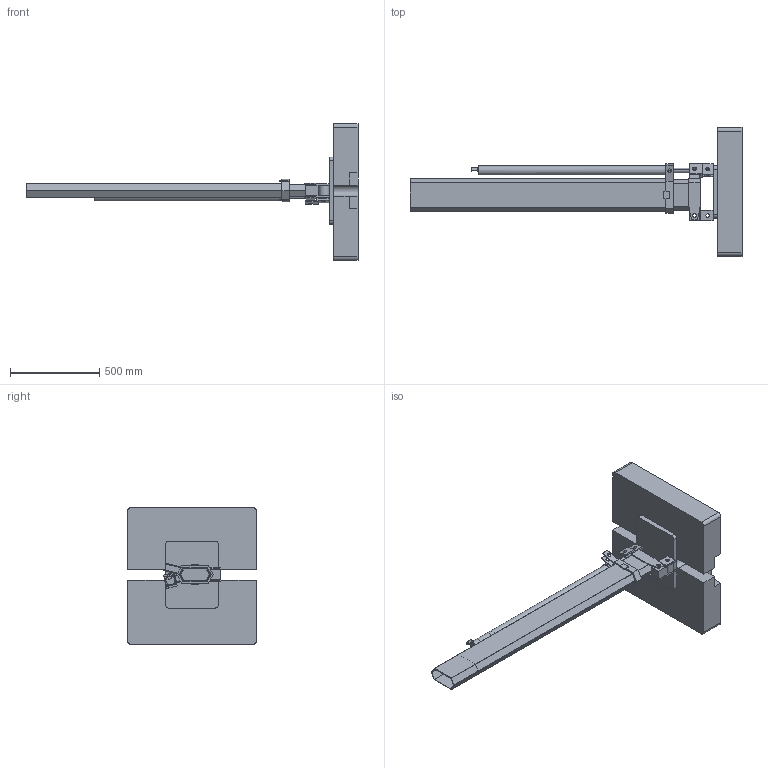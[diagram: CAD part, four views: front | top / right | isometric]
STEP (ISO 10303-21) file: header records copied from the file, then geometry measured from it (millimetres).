
FILE_DESCRIPTION (( 'STEP AP214' ), '1' );
FILE_NAME ('Object.STEP', '2021-08-22T16:38:45', ( '' ), ( '' ), 'SwSTEP 2.0', 'SolidWorks 2018', '' );
FILE_SCHEMA (( 'AUTOMOTIVE_DESIGN' ));
Length unit declared in the file: millimetre
Products named in the file (10): Cylinder4_base; Extension_boom2; Object; External_load; Cyl4; Extension_boom; Kiinnitys_yla; Cylinder4_piston; Kiinnitys_ala; Extension_boom2_plate
Assembly tree (9 placements, depth 3):
  Object
    Extension_boom
    Extension_boom2
    Cyl4
      Cylinder4_base
      Cylinder4_piston
    Extension_boom2_plate
    Kiinnitys_ala
    Kiinnitys_yla
    External_load
Bounding box: 1856 x 720 x 765 mm (x, y, z)
Volume: 80017914.3 mm3; surface area: 4882340.3 mm2
Topology: 8 solids, 8 shells, 247 faces, 649 edges, 426 vertices
Faces by surface type: plane 175, cylinder 72
Entity records: 8135 total; most frequent: CARTESIAN_POINT 1441, DIRECTION 1309, ORIENTED_EDGE 1298, EDGE_CURVE 649, VECTOR 501, LINE 501, VERTEX_POINT 426, AXIS2_PLACEMENT_3D 404
